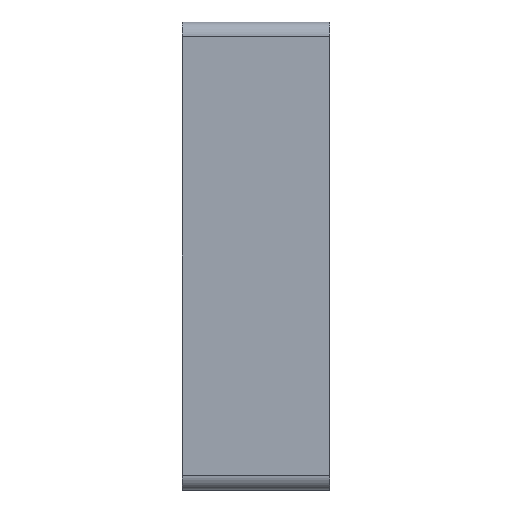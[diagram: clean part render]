
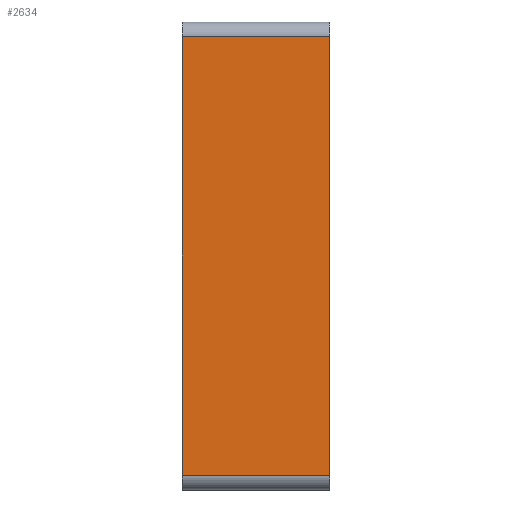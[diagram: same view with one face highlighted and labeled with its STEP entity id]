
A CAD part, left-side view. The second image highlights one B-rep face of the part: STEP entity #2634.
In plain terms, the highlighted planar face has unit normal (-1, 0, 0).
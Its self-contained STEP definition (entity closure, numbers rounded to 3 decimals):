
#106 = ORIENTED_EDGE ( 'NONE', *, *, #570, .T. ) ;
#160 = DIRECTION ( 'NONE',  ( 0., 0., 1. ) ) ;
#205 = DIRECTION ( 'NONE',  ( 0., 0., 1. ) ) ;
#278 = DIRECTION ( 'NONE',  ( 0., 1., 0. ) ) ;
#385 = LINE ( 'NONE', #932, #2637 ) ;
#558 = CARTESIAN_POINT ( 'NONE',  ( -62.5, 30., -47.5 ) ) ;
#570 = EDGE_CURVE ( 'NONE', #3072, #3099, #2394, .T. ) ;
#748 = EDGE_CURVE ( 'NONE', #3099, #1464, #385, .T. ) ;
#887 = EDGE_LOOP ( 'NONE', ( #2099, #1263, #2240, #106 ) ) ;
#932 = CARTESIAN_POINT ( 'NONE',  ( -62.5, 0., -47.5 ) ) ;
#1123 = CARTESIAN_POINT ( 'NONE',  ( -62.5, 30., -44.5 ) ) ;
#1263 = ORIENTED_EDGE ( 'NONE', *, *, #1461, .T. ) ;
#1274 = CARTESIAN_POINT ( 'NONE',  ( -62.5, 30., 44.5 ) ) ;
#1275 = CARTESIAN_POINT ( 'NONE',  ( -62.5, 0., 44.5 ) ) ;
#1360 = CARTESIAN_POINT ( 'NONE',  ( -62.5, 30., -44.5 ) ) ;
#1376 = DIRECTION ( 'NONE',  ( 0., -1., 0. ) ) ;
#1461 = EDGE_CURVE ( 'NONE', #1464, #3228, #2067, .T. ) ;
#1464 = VERTEX_POINT ( 'NONE', #1275 ) ;
#1541 = DIRECTION ( 'NONE',  ( 1., 0., 0. ) ) ;
#1691 = AXIS2_PLACEMENT_3D ( 'NONE', #558, #1541, #2797 ) ;
#1800 = VECTOR ( 'NONE', #1376, 1000. ) ;
#2067 = LINE ( 'NONE', #2270, #3201 ) ;
#2084 = PLANE ( 'NONE',  #1691 ) ;
#2099 = ORIENTED_EDGE ( 'NONE', *, *, #748, .T. ) ;
#2142 = CARTESIAN_POINT ( 'NONE',  ( -62.5, 30., -47.5 ) ) ;
#2197 = EDGE_CURVE ( 'NONE', #3072, #3228, #2463, .T. ) ;
#2240 = ORIENTED_EDGE ( 'NONE', *, *, #2197, .F. ) ;
#2270 = CARTESIAN_POINT ( 'NONE',  ( -62.5, 30., 44.5 ) ) ;
#2394 = LINE ( 'NONE', #1360, #1800 ) ;
#2463 = LINE ( 'NONE', #2142, #2778 ) ;
#2634 = ADVANCED_FACE ( 'NONE', ( #2904 ), #2084, .F. ) ;
#2637 = VECTOR ( 'NONE', #205, 1000. ) ;
#2649 = CARTESIAN_POINT ( 'NONE',  ( -62.5, 0., -44.5 ) ) ;
#2778 = VECTOR ( 'NONE', #160, 1000. ) ;
#2797 = DIRECTION ( 'NONE',  ( 0., 0., -1. ) ) ;
#2904 = FACE_OUTER_BOUND ( 'NONE', #887, .T. ) ;
#3072 = VERTEX_POINT ( 'NONE', #1123 ) ;
#3099 = VERTEX_POINT ( 'NONE', #2649 ) ;
#3201 = VECTOR ( 'NONE', #278, 1000. ) ;
#3228 = VERTEX_POINT ( 'NONE', #1274 ) ;
